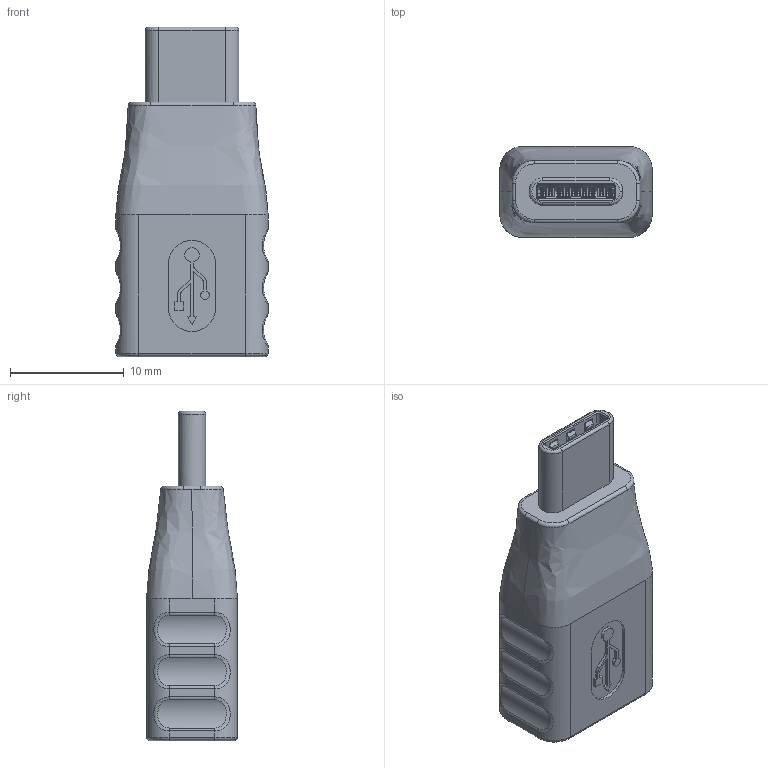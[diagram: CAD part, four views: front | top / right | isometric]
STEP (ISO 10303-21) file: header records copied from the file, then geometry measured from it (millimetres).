
FILE_DESCRIPTION (( 'STEP AP203' ), '1' );
FILE_NAME ('UAD042MF.STEP', '2020-12-10T02:34:55', ( '' ), ( '' ), 'SwSTEP 2.0', 'SolidWorks 2018', '' );
FILE_SCHEMA (( 'CONFIG_CONTROL_DESIGN' ));
Products named in the file (1): UAD042MF
Bounding box: 13.4 x 8 x 29.01 mm (x, y, z)
Volume: 2072.1 mm3; surface area: 2603 mm2
Topology: 5 solids, 5 shells, 1751 faces, 4729 edges, 3079 vertices
Faces by surface type: plane 1164, cylinder 470, bspline 86, torus 19, cone 12
Entity records: 60332 total; most frequent: CARTESIAN_POINT 16175, ORIENTED_EDGE 9442, DIRECTION 8753, EDGE_CURVE 4721, VECTOR 3557, LINE 3557, VERTEX_POINT 3079, AXIS2_PLACEMENT_3D 2598
